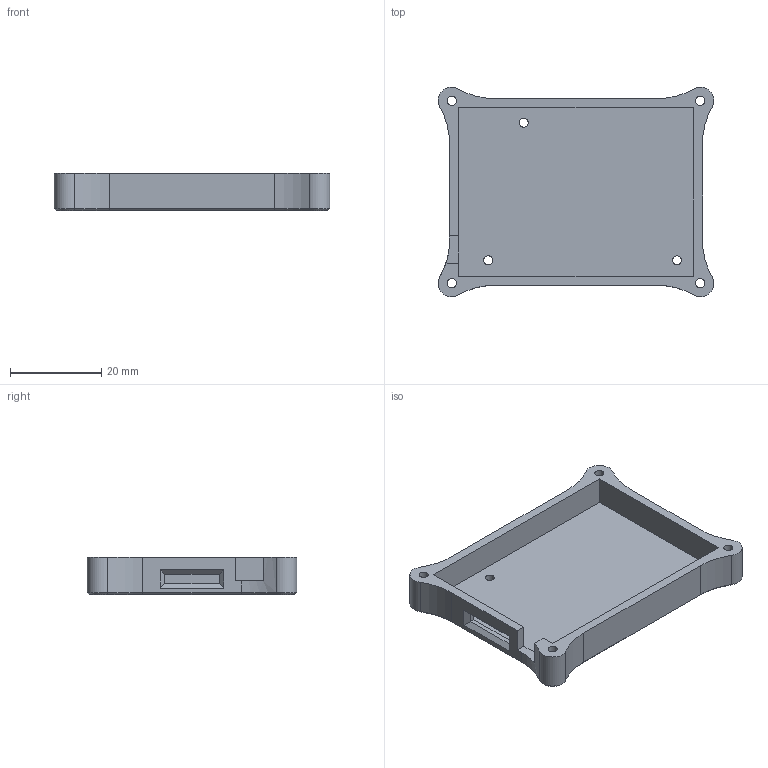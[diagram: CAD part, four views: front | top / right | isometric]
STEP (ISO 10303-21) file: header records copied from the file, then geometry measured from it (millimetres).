
FILE_DESCRIPTION(('FreeCAD Model'),'2;1');
FILE_NAME('Open CASCADE Shape Model','2024-02-27T19:25:53',(''),(''), 'Open CASCADE STEP processor 7.6','FreeCAD','Unknown');
FILE_SCHEMA(('AUTOMOTIVE_DESIGN { 1 0 10303 214 1 1 1 1 }'));
Length unit declared in the file: millimetre
Products named in the file (1): bottom
Bounding box: 60.5 x 46 x 8.3 mm (x, y, z)
Volume: 7294.1 mm3; surface area: 7871.9 mm2
Topology: 1 solids, 1 shells, 324 faces, 883 edges, 582 vertices
Faces by surface type: plane 182, extrusion 111, cylinder 19, cone 12
Full cylindrical faces by diameter (mm): 2 x7
Entity records: 25401 total; most frequent: CARTESIAN_POINT 9068, DIRECTION 2402, VECTOR 1841, ORIENTED_EDGE 1766, PCURVE 1766, DEFINITIONAL_REPRESENTATION 1766, LINE 1730, B_SPLINE_CURVE_WITH_KNOTS 940
